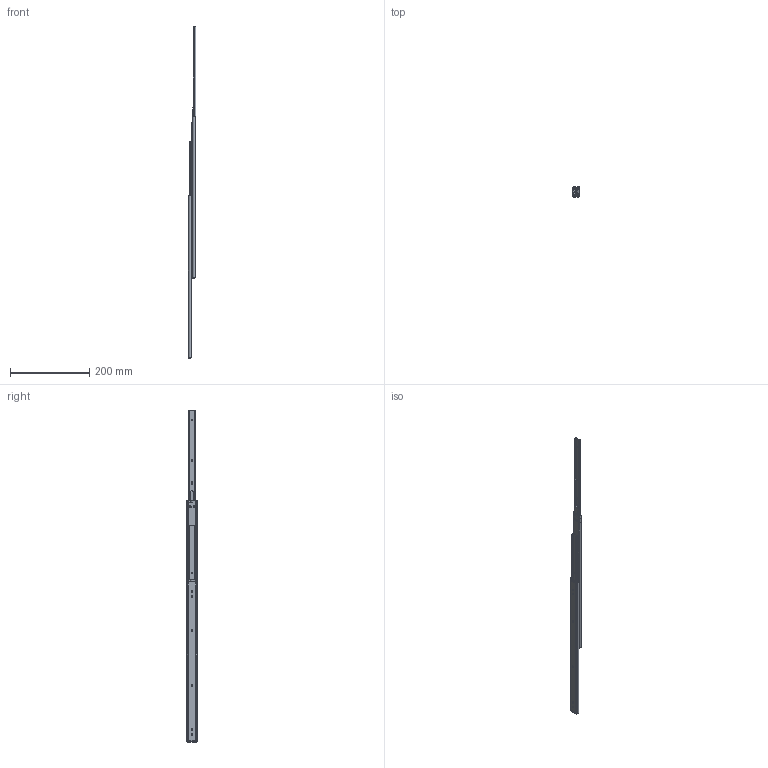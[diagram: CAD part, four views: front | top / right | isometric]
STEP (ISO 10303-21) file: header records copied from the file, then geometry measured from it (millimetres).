
FILE_DESCRIPTION (( 'STEP AP203' ), '1' );
FILE_NAME ('U2736_16.STEP', '2022-04-19T04:12:01', ( '' ), ( '' ), 'SwSTEP 2.0', 'SolidWorks 2019', '' );
FILE_SCHEMA (( 'CONFIG_CONTROL_DESIGN' ));
Length unit declared in the file: millimetre
Products named in the file (9): PN101リベット; U2736-16 OM-B ; SBP804; U2736-16 IM-A ; U2736-16 IM-B ; SBP807（バネ圧縮）; U2736-16 OM-A ; SBP806 リードイン; U2736_16
Assembly tree (10 placements, depth 2):
  U2736_16
    U2736-16 OM-A 
    U2736-16 IM-A 
    U2736-16 OM-B 
    SBP804  x2
    SBP806 リードイン
    U2736-16 IM-B 
    SBP807（バネ圧縮）
    PN101リベット  x2
Bounding box: 19.1 x 26.8 x 837.95 mm (x, y, z)
Volume: 75333.1 mm3; surface area: 107413.7 mm2
Topology: 12 solids, 12 shells, 421 faces, 1121 edges, 714 vertices
Faces by surface type: cylinder 206, plane 183, sphere 16, bspline 8, torus 8
Entity records: 13990 total; most frequent: CARTESIAN_POINT 3124, DIRECTION 2097, ORIENTED_EDGE 2066, EDGE_CURVE 1033, AXIS2_PLACEMENT_3D 771, VERTEX_POINT 674, VECTOR 555, LINE 555
